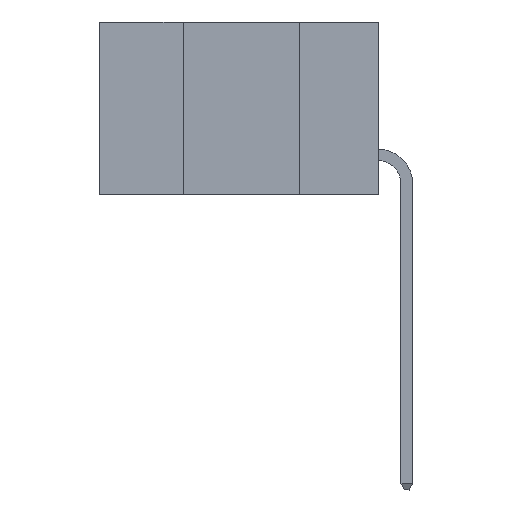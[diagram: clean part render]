
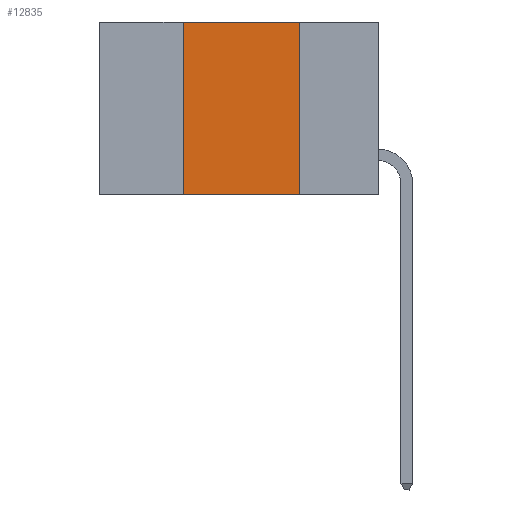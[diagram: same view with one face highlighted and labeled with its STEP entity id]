
A CAD part, left-side view. The second image highlights one B-rep face of the part: STEP entity #12835.
In plain terms, the highlighted planar face has unit normal (-1, 0, 0).
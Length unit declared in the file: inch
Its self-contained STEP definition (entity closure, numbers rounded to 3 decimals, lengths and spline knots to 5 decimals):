
#260 = LINE ( 'NONE', #14017, #13016 ) ;
#269 = LINE ( 'NONE', #3716, #15604 ) ;
#671 = EDGE_CURVE ( 'NONE', #11197, #14594, #10602, .T. ) ;
#972 = CARTESIAN_POINT ( 'NONE',  ( 0., 0.42, 0. ) ) ;
#1370 = DIRECTION ( 'NONE',  ( 0., 0., -1. ) ) ;
#2182 = DIRECTION ( 'NONE',  ( 0., 0., -1. ) ) ;
#2368 = DIRECTION ( 'NONE',  ( 0., -1., 0. ) ) ;
#2941 = LINE ( 'NONE', #972, #9058 ) ;
#3428 = PLANE ( 'NONE',  #10056 ) ;
#3716 = CARTESIAN_POINT ( 'NONE',  ( 0., 0.6, 0. ) ) ;
#3804 = FACE_OUTER_BOUND ( 'NONE', #10227, .T. ) ;
#3836 = CARTESIAN_POINT ( 'NONE',  ( 0., 0.42, 0. ) ) ;
#4341 = ORIENTED_EDGE ( 'NONE', *, *, #671, .F. ) ;
#4745 = ORIENTED_EDGE ( 'NONE', *, *, #16306, .T. ) ;
#5407 = ORIENTED_EDGE ( 'NONE', *, *, #10494, .F. ) ;
#5415 = CARTESIAN_POINT ( 'NONE',  ( 0., 0.17, 0. ) ) ;
#6440 = CARTESIAN_POINT ( 'NONE',  ( 0., 0.17, 0. ) ) ;
#6791 = CARTESIAN_POINT ( 'NONE',  ( 0., 0.42, -0.37 ) ) ;
#8860 = DIRECTION ( 'NONE',  ( 0., -1., 0. ) ) ;
#9058 = VECTOR ( 'NONE', #9970, 39.37008 ) ;
#9842 = DIRECTION ( 'NONE',  ( 1., 0., 0. ) ) ;
#9970 = DIRECTION ( 'NONE',  ( 0., 0., 1. ) ) ;
#10003 = CARTESIAN_POINT ( 'NONE',  ( 0., 0.6, 0. ) ) ;
#10056 = AXIS2_PLACEMENT_3D ( 'NONE', #10003, #9842, #2182 ) ;
#10227 = EDGE_LOOP ( 'NONE', ( #4341, #5407, #11335, #4745 ) ) ;
#10494 = EDGE_CURVE ( 'NONE', #14648, #11197, #269, .T. ) ;
#10602 = LINE ( 'NONE', #6440, #14618 ) ;
#11197 = VERTEX_POINT ( 'NONE', #5415 ) ;
#11335 = ORIENTED_EDGE ( 'NONE', *, *, #14592, .F. ) ;
#12082 = VERTEX_POINT ( 'NONE', #6791 ) ;
#12693 = CARTESIAN_POINT ( 'NONE',  ( 0., 0.17, -0.37 ) ) ;
#12835 = ADVANCED_FACE ( 'NONE', ( #3804 ), #3428, .F. ) ;
#13016 = VECTOR ( 'NONE', #8860, 39.37008 ) ;
#14017 = CARTESIAN_POINT ( 'NONE',  ( 0., 0.6, -0.37 ) ) ;
#14592 = EDGE_CURVE ( 'NONE', #12082, #14648, #2941, .T. ) ;
#14594 = VERTEX_POINT ( 'NONE', #12693 ) ;
#14618 = VECTOR ( 'NONE', #1370, 39.37008 ) ;
#14648 = VERTEX_POINT ( 'NONE', #3836 ) ;
#15604 = VECTOR ( 'NONE', #2368, 39.37008 ) ;
#16306 = EDGE_CURVE ( 'NONE', #12082, #14594, #260, .T. ) ;
